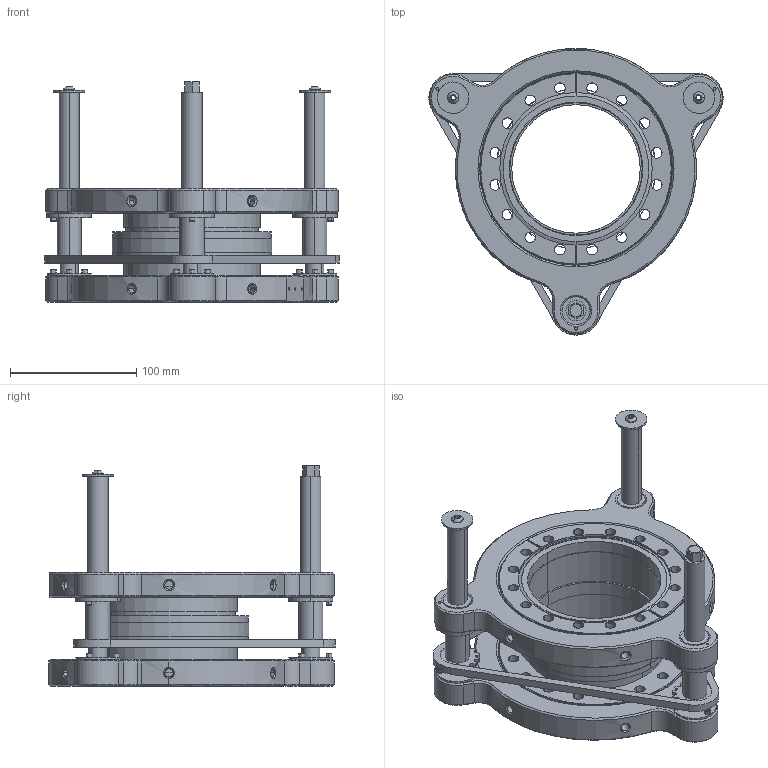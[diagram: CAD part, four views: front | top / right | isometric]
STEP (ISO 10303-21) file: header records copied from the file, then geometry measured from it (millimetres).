
FILE_DESCRIPTION (( 'STEP AP214' ), '1' );
FILE_NAME ('BLT63-03, BOTH THRU.STEP', '2018-02-06T20:52:03', ( 'JBeebout' ), ( 'Microsoft' ), 'SwSTEP 2.0', 'SolidWorks 2017', '' );
FILE_SCHEMA (( 'AUTOMOTIVE_DESIGN' ));
Length unit declared in the file: inch
Products named in the file (1): BLT63-03, BOTH THRU
Bounding box: 232.9 x 226.54 x 174.76 mm (x, y, z)
Surface area: 285672.5 mm2 (no closed solid volume)
Topology: 0 solids, 61 shells, 658 faces, 2229 edges, 1601 vertices
Faces by surface type: cylinder 306, plane 203, cone 139, torus 10
Entity records: 34889 total; most frequent: CARTESIAN_POINT 6271, DIRECTION 4489, ORIENTED_EDGE 3621, EDGE_CURVE 2229, AXIS2_PLACEMENT_3D 1721, VERTEX_POINT 1601, CIRCLE 1062, VECTOR 1047
